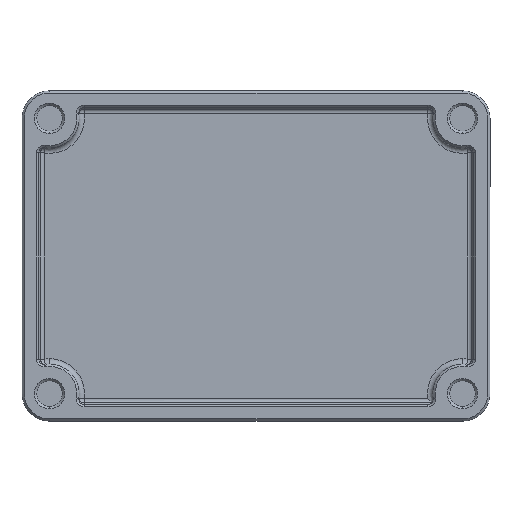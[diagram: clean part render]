
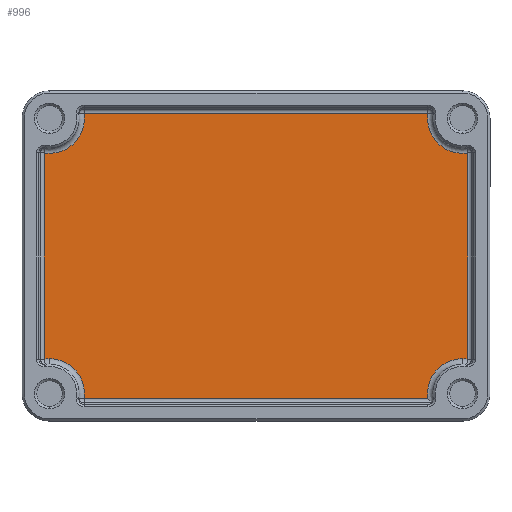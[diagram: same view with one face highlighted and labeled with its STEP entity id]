
A CAD part, front view. The second image highlights one B-rep face of the part: STEP entity #996.
In plain terms, the highlighted planar face has unit normal (0, -1, 0).
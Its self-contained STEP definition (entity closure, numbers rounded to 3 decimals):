
#7 = ORIENTED_EDGE ( 'NONE', *, *, #2031, .T. ) ;
#19 = DIRECTION ( 'NONE',  ( 0., 0., 1. ) ) ;
#33 = CARTESIAN_POINT ( 'NONE',  ( -38.443, 5., 18.72 ) ) ;
#43 = DIRECTION ( 'NONE',  ( 0., 0., 1. ) ) ;
#53 = DIRECTION ( 'NONE',  ( 0., 0., 1. ) ) ;
#72 = AXIS2_PLACEMENT_3D ( 'NONE', #3282, #3264, #43 ) ;
#80 = CARTESIAN_POINT ( 'NONE',  ( -37.5, 5., 25. ) ) ;
#99 = VERTEX_POINT ( 'NONE', #2622 ) ;
#119 = DIRECTION ( 'NONE',  ( 0., 0., -1. ) ) ;
#130 = AXIS2_PLACEMENT_3D ( 'NONE', #1465, #694, #3058 ) ;
#168 = ORIENTED_EDGE ( 'NONE', *, *, #782, .T. ) ;
#315 = CARTESIAN_POINT ( 'NONE',  ( 37.5, 5., -25. ) ) ;
#430 = EDGE_CURVE ( 'NONE', #99, #3179, #1729, .T. ) ;
#442 = CARTESIAN_POINT ( 'NONE',  ( 32.325, 5., -25.943 ) ) ;
#467 = ORIENTED_EDGE ( 'NONE', *, *, #901, .T. ) ;
#508 = CARTESIAN_POINT ( 'NONE',  ( 37.5, 5., 25. ) ) ;
#593 = CARTESIAN_POINT ( 'NONE',  ( 31.22, 5., 25.943 ) ) ;
#619 = VERTEX_POINT ( 'NONE', #1483 ) ;
#650 = VERTEX_POINT ( 'NONE', #593 ) ;
#662 = EDGE_CURVE ( 'NONE', #1313, #1284, #3080, .T. ) ;
#688 = AXIS2_PLACEMENT_3D ( 'NONE', #508, #2128, #2913 ) ;
#694 = DIRECTION ( 'NONE',  ( 0., 1., 0. ) ) ;
#746 = LINE ( 'NONE', #1603, #1537 ) ;
#782 = EDGE_CURVE ( 'NONE', #3034, #99, #962, .T. ) ;
#882 = FACE_OUTER_BOUND ( 'NONE', #1470, .T. ) ;
#886 = DIRECTION ( 'NONE',  ( 0., 0., 1. ) ) ;
#901 = EDGE_CURVE ( 'NONE', #619, #1807, #2343, .T. ) ;
#962 = LINE ( 'NONE', #442, #2687 ) ;
#994 = VECTOR ( 'NONE', #2806, 1000. ) ;
#996 = ADVANCED_FACE ( 'NONE', ( #882 ), #3015, .F. ) ;
#1055 = CARTESIAN_POINT ( 'NONE',  ( -38.443, 5., -18.72 ) ) ;
#1095 = AXIS2_PLACEMENT_3D ( 'NONE', #315, #1397, #53 ) ;
#1187 = CARTESIAN_POINT ( 'NONE',  ( 38.443, 5., 19.825 ) ) ;
#1214 = ORIENTED_EDGE ( 'NONE', *, *, #1878, .T. ) ;
#1249 = CARTESIAN_POINT ( 'NONE',  ( -31.22, 5., 25.943 ) ) ;
#1284 = VERTEX_POINT ( 'NONE', #1055 ) ;
#1313 = VERTEX_POINT ( 'NONE', #33 ) ;
#1397 = DIRECTION ( 'NONE',  ( 0., 1., 0. ) ) ;
#1465 = CARTESIAN_POINT ( 'NONE',  ( -37.5, 5., -25. ) ) ;
#1467 = CARTESIAN_POINT ( 'NONE',  ( -38.443, 5., -19.825 ) ) ;
#1470 = EDGE_LOOP ( 'NONE', ( #2879, #1708, #2108, #168, #2981, #1214, #467, #2340, #7, #2167 ) ) ;
#1483 = CARTESIAN_POINT ( 'NONE',  ( 38.443, 5., -18.72 ) ) ;
#1501 = DIRECTION ( 'NONE',  ( 1., 0., 0. ) ) ;
#1537 = VECTOR ( 'NONE', #1839, 1000. ) ;
#1560 = AXIS2_PLACEMENT_3D ( 'NONE', #1645, #2449, #19 ) ;
#1594 = CIRCLE ( 'NONE', #72, 6.35 ) ;
#1603 = CARTESIAN_POINT ( 'NONE',  ( -32.325, 5., 25.943 ) ) ;
#1645 = CARTESIAN_POINT ( 'NONE',  ( 0., 5., 0. ) ) ;
#1708 = ORIENTED_EDGE ( 'NONE', *, *, #3140, .T. ) ;
#1729 = CIRCLE ( 'NONE', #1095, 6.35 ) ;
#1745 = VERTEX_POINT ( 'NONE', #3233 ) ;
#1776 = AXIS2_PLACEMENT_3D ( 'NONE', #2584, #2017, #3096 ) ;
#1807 = VERTEX_POINT ( 'NONE', #3386 ) ;
#1816 = VERTEX_POINT ( 'NONE', #1249 ) ;
#1839 = DIRECTION ( 'NONE',  ( -1., 0., 0. ) ) ;
#1878 = EDGE_CURVE ( 'NONE', #3179, #619, #3076, .T. ) ;
#1882 = CIRCLE ( 'NONE', #688, 6.35 ) ;
#2017 = DIRECTION ( 'NONE',  ( 0., 1., 0. ) ) ;
#2031 = EDGE_CURVE ( 'NONE', #650, #1816, #746, .T. ) ;
#2051 = CIRCLE ( 'NONE', #130, 6.35 ) ;
#2067 = CARTESIAN_POINT ( 'NONE',  ( -31.22, 5., -25.943 ) ) ;
#2108 = ORIENTED_EDGE ( 'NONE', *, *, #2928, .T. ) ;
#2128 = DIRECTION ( 'NONE',  ( 0., 1., 0. ) ) ;
#2167 = ORIENTED_EDGE ( 'NONE', *, *, #2600, .T. ) ;
#2340 = ORIENTED_EDGE ( 'NONE', *, *, #3422, .T. ) ;
#2343 = LINE ( 'NONE', #1187, #994 ) ;
#2387 = AXIS2_PLACEMENT_3D ( 'NONE', #80, #3322, #886 ) ;
#2449 = DIRECTION ( 'NONE',  ( 0., 1., 0. ) ) ;
#2584 = CARTESIAN_POINT ( 'NONE',  ( 37.5, 5., -25. ) ) ;
#2600 = EDGE_CURVE ( 'NONE', #1816, #1313, #3290, .T. ) ;
#2622 = CARTESIAN_POINT ( 'NONE',  ( 31.22, 5., -25.943 ) ) ;
#2638 = VECTOR ( 'NONE', #119, 1000. ) ;
#2687 = VECTOR ( 'NONE', #1501, 1000. ) ;
#2806 = DIRECTION ( 'NONE',  ( 0., 0., 1. ) ) ;
#2879 = ORIENTED_EDGE ( 'NONE', *, *, #662, .T. ) ;
#2913 = DIRECTION ( 'NONE',  ( 0., 0., 1. ) ) ;
#2928 = EDGE_CURVE ( 'NONE', #1745, #3034, #2051, .T. ) ;
#2981 = ORIENTED_EDGE ( 'NONE', *, *, #430, .T. ) ;
#3015 = PLANE ( 'NONE',  #1560 ) ;
#3034 = VERTEX_POINT ( 'NONE', #2067 ) ;
#3058 = DIRECTION ( 'NONE',  ( 0., 0., 1. ) ) ;
#3076 = CIRCLE ( 'NONE', #1776, 6.35 ) ;
#3080 = LINE ( 'NONE', #1467, #2638 ) ;
#3096 = DIRECTION ( 'NONE',  ( 0., 0., 1. ) ) ;
#3140 = EDGE_CURVE ( 'NONE', #1284, #1745, #1594, .T. ) ;
#3179 = VERTEX_POINT ( 'NONE', #3496 ) ;
#3233 = CARTESIAN_POINT ( 'NONE',  ( -37.5, 5., -18.65 ) ) ;
#3264 = DIRECTION ( 'NONE',  ( 0., 1., 0. ) ) ;
#3282 = CARTESIAN_POINT ( 'NONE',  ( -37.5, 5., -25. ) ) ;
#3290 = CIRCLE ( 'NONE', #2387, 6.35 ) ;
#3322 = DIRECTION ( 'NONE',  ( 0., 1., 0. ) ) ;
#3386 = CARTESIAN_POINT ( 'NONE',  ( 38.443, 5., 18.72 ) ) ;
#3422 = EDGE_CURVE ( 'NONE', #1807, #650, #1882, .T. ) ;
#3496 = CARTESIAN_POINT ( 'NONE',  ( 37.5, 5., -18.65 ) ) ;
